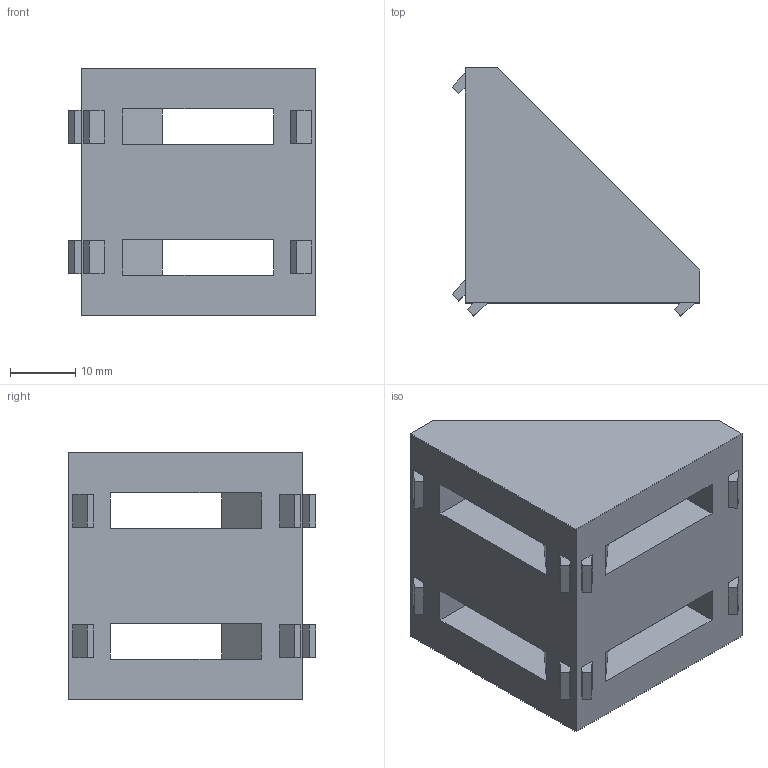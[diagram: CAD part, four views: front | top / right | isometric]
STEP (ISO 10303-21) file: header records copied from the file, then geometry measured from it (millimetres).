
FILE_DESCRIPTION(('HOOPS Exchange Step'),'2;1');
FILE_NAME('export-3CB30C59-8F4A-4061-8E99-D9DE85309E62.stp','2022-05-29T17:19:04+03:00',('othaa'),('Alibre'),'HOOPS Exchange 2020.1','Alibre','Unknown authorisation');
FILE_SCHEMA( ('AP242_MANAGED_MODEL_BASED_3D_ENGINEERING_MIM_LF {1 0 10303 442 1 1 4 }') );
Length unit declared in the file: millimetre
Products named in the file (1): 40x40 bracket
Bounding box: 38 x 38 x 38 mm (x, y, z)
Volume: 14291.8 mm3; surface area: 8370 mm2
Topology: 1 solids, 1 shells, 67 faces, 168 edges, 112 vertices
Faces by surface type: plane 67
Entity records: 2008 total; most frequent: CARTESIAN_POINT 349, ORIENTED_EDGE 336, DIRECTION 306, VECTOR 168, LINE 168, EDGE_CURVE 168, VERTEX_POINT 112, EDGE_LOOP 84
